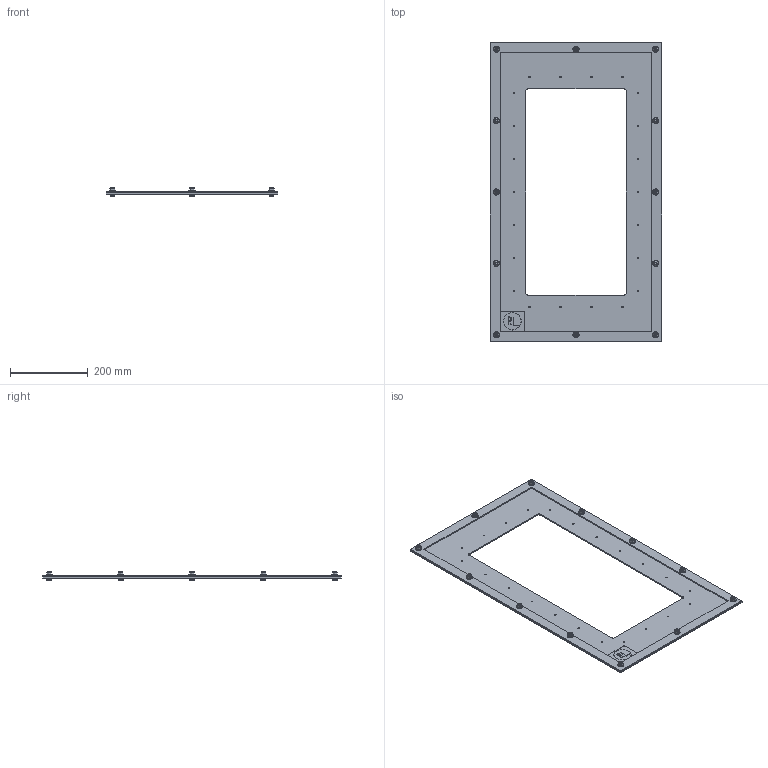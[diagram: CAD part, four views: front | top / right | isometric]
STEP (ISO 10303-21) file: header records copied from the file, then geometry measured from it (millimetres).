
FILE_DESCRIPTION(/* description */ ('30-1/4" X 17-13/32" DRIVE COVER PLATE'),/* implementation_level */ '2;1');
FILE_NAME(/* name */ 'DF48CVPF5.stp',/* time_stamp */ '2017-09-06T13:47:37+05:00',/* author */ ('vdas'),/* organization */ (''),/* preprocessor_version */ 'ST-DEVELOPER v16.1',/* originating_system */ 'Autodesk Inventor 2016',/* authorisation */ '');
FILE_SCHEMA (('AUTOMOTIVE_DESIGN { 1 0 10303 214 3 1 1 }'));
Length unit declared in the file: inch
Products named in the file (9): DF48CVPF5; DF48CVPGSKT; 30221; 3905; 3907; 34929; 10 GA TO 14 GA w 0.125 Comp; 34466; DF48CVPF5_1
Assembly tree (19 placements, depth 3):
  DF48CVPF5_1
    DF48CVPF5
    DF48CVPGSKT
    10 GA TO 14 GA w 0.125 Comp  x12
      30221
      3905
      3907
      34929
    34466
Bounding box: 442.12 x 768.35 x 24.22 mm (x, y, z)
Volume: 853874.7 mm3; surface area: 583219.4 mm2
Topology: 51 solids, 51 shells, 742 faces, 1617 edges, 1006 vertices
Faces by surface type: plane 384, cylinder 178, cone 132, bspline 24, torus 24
Full cylindrical faces by diameter (mm): 3.505 x22, 4.978 x12, 5.556 x12, 5.969 x12, 6.35 x12, 6.985 x12, 7.144 x12, 7.366 x12, 11.049 x12, 11.125 x12, 15.24 x12, 15.875 x12, 16.51 x12, 44.45 x1, 44.958 x1
Entity records: 5097 total; most frequent: CARTESIAN_POINT 876, DIRECTION 831, ORIENTED_EDGE 658, AXIS2_PLACEMENT_3D 343, EDGE_LOOP 333, EDGE_CURVE 329, VERTEX_POINT 256, FACE_BOUND 174
